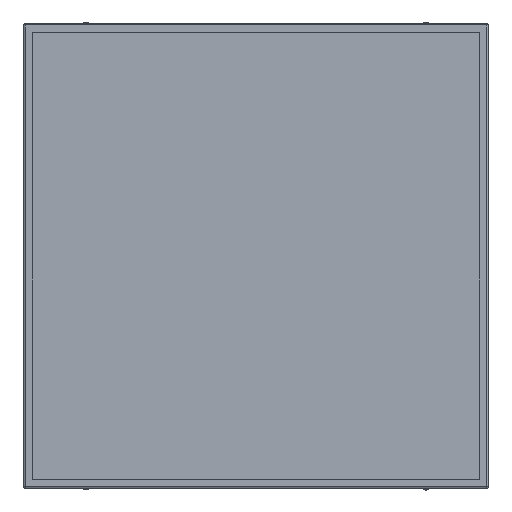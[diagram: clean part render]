
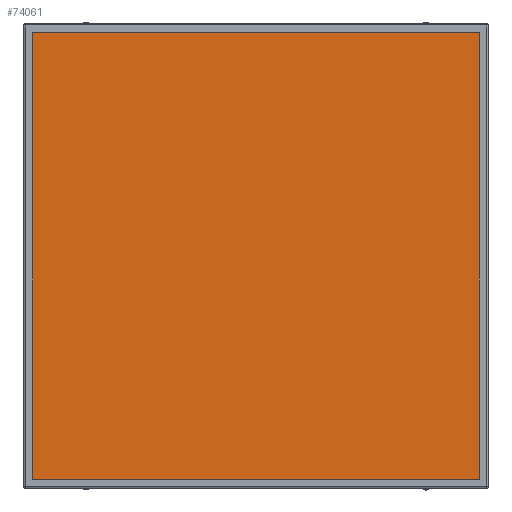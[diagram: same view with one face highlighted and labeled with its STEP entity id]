
A CAD part, top view. The second image highlights one B-rep face of the part: STEP entity #74061.
In plain terms, the highlighted planar face has unit normal (0, 0, 1).
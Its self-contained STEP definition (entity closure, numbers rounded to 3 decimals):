
#1744 = VECTOR ( 'NONE', #11415, 1000. ) ;
#4227 = LINE ( 'NONE', #67794, #93305 ) ;
#11415 = DIRECTION ( 'NONE',  ( 1., 0., 0. ) ) ;
#12125 = DIRECTION ( 'NONE',  ( -1., 0., 0. ) ) ;
#12580 = DIRECTION ( 'NONE',  ( 0., 1., 0. ) ) ;
#13437 = VECTOR ( 'NONE', #86665, 1000. ) ;
#14048 = VERTEX_POINT ( 'NONE', #98564 ) ;
#18766 = LINE ( 'NONE', #92221, #1744 ) ;
#24552 = EDGE_LOOP ( 'NONE', ( #52771, #61564, #102114, #34775 ) ) ;
#29261 = CARTESIAN_POINT ( 'NONE',  ( -295., -295., 2.5 ) ) ;
#31770 = EDGE_CURVE ( 'NONE', #96882, #33262, #18766, .T. ) ;
#33262 = VERTEX_POINT ( 'NONE', #71040 ) ;
#34775 = ORIENTED_EDGE ( 'NONE', *, *, #58006, .T. ) ;
#40490 = DIRECTION ( 'NONE',  ( 1., 0., 0. ) ) ;
#48226 = VERTEX_POINT ( 'NONE', #49041 ) ;
#49041 = CARTESIAN_POINT ( 'NONE',  ( 295., 295., 2.5 ) ) ;
#52771 = ORIENTED_EDGE ( 'NONE', *, *, #99046, .T. ) ;
#57300 = CARTESIAN_POINT ( 'NONE',  ( -295., 295., 2.5 ) ) ;
#58006 = EDGE_CURVE ( 'NONE', #48226, #14048, #100216, .T. ) ;
#61564 = ORIENTED_EDGE ( 'NONE', *, *, #31770, .T. ) ;
#62942 = DIRECTION ( 'NONE',  ( 0., 0., 1. ) ) ;
#64465 = CARTESIAN_POINT ( 'NONE',  ( 0., 0., 2.5 ) ) ;
#67794 = CARTESIAN_POINT ( 'NONE',  ( 295., 295., 2.5 ) ) ;
#69198 = FACE_OUTER_BOUND ( 'NONE', #24552, .T. ) ;
#70882 = VECTOR ( 'NONE', #12125, 1000. ) ;
#71040 = CARTESIAN_POINT ( 'NONE',  ( 295., -295., 2.5 ) ) ;
#72899 = LINE ( 'NONE', #57300, #13437 ) ;
#74061 = ADVANCED_FACE ( 'NONE', ( #69198 ), #76495, .T. ) ;
#76495 = PLANE ( 'NONE',  #89022 ) ;
#86665 = DIRECTION ( 'NONE',  ( 0., -1., 0. ) ) ;
#89022 = AXIS2_PLACEMENT_3D ( 'NONE', #64465, #62942, #40490 ) ;
#92221 = CARTESIAN_POINT ( 'NONE',  ( -295., -295., 2.5 ) ) ;
#93305 = VECTOR ( 'NONE', #12580, 1000. ) ;
#96882 = VERTEX_POINT ( 'NONE', #29261 ) ;
#96956 = EDGE_CURVE ( 'NONE', #33262, #48226, #4227, .T. ) ;
#98564 = CARTESIAN_POINT ( 'NONE',  ( -295., 295., 2.5 ) ) ;
#99046 = EDGE_CURVE ( 'NONE', #14048, #96882, #72899, .T. ) ;
#99693 = CARTESIAN_POINT ( 'NONE',  ( -295., 295., 2.5 ) ) ;
#100216 = LINE ( 'NONE', #99693, #70882 ) ;
#102114 = ORIENTED_EDGE ( 'NONE', *, *, #96956, .T. ) ;
